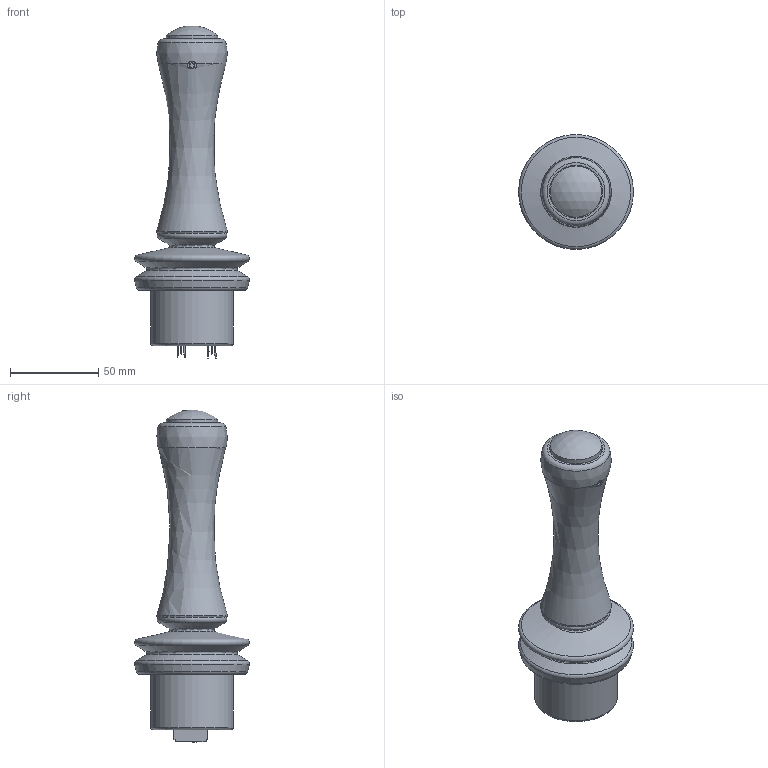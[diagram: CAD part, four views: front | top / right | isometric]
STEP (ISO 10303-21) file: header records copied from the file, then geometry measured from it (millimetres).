
FILE_DESCRIPTION((''),'2;1');
FILE_NAME('60-0275.stp','2014-06-16T08:32:02',('mk'),(''),'Autodesk Inventor 2010','Autodesk Inventor 2010','');
FILE_SCHEMA(('AUTOMOTIVE_DESIGN { 1 0 10303 214 1 1 1 1 }'));
Length unit declared in the file: millimetre
Products named in the file (1): 60-0275_Konturvereinfachung_1
Bounding box: 65 x 65 x 187.72 mm (x, y, z)
Volume: 210733.2 mm3; surface area: 36776.4 mm2
Topology: 1 solids, 3 shells, 976 faces, 2355 edges, 1560 vertices
Faces by surface type: plane 593, cylinder 353, bspline 11, torus 11, cone 7, sphere 1
Full cylindrical faces by diameter (mm): 0.5 x20, 0.6 x10, 1 x38, 1.8 x38, 2.2 x8, 3 x4, 3.2 x8, 3.242 x2, 4.5 x2, 4.6 x1, 29 x1, 30 x1, 45 x1, 45.5 x2, 46.7 x1, 48 x1, 56.5 x1, 59.5 x1, 60 x1
Entity records: 28974 total; most frequent: CARTESIAN_POINT 5144, DIRECTION 4813, ORIENTED_EDGE 4296, EDGE_CURVE 2148, AXIS2_PLACEMENT_3D 1707, VERTEX_POINT 1523, VECTOR 1399, LINE 1399
